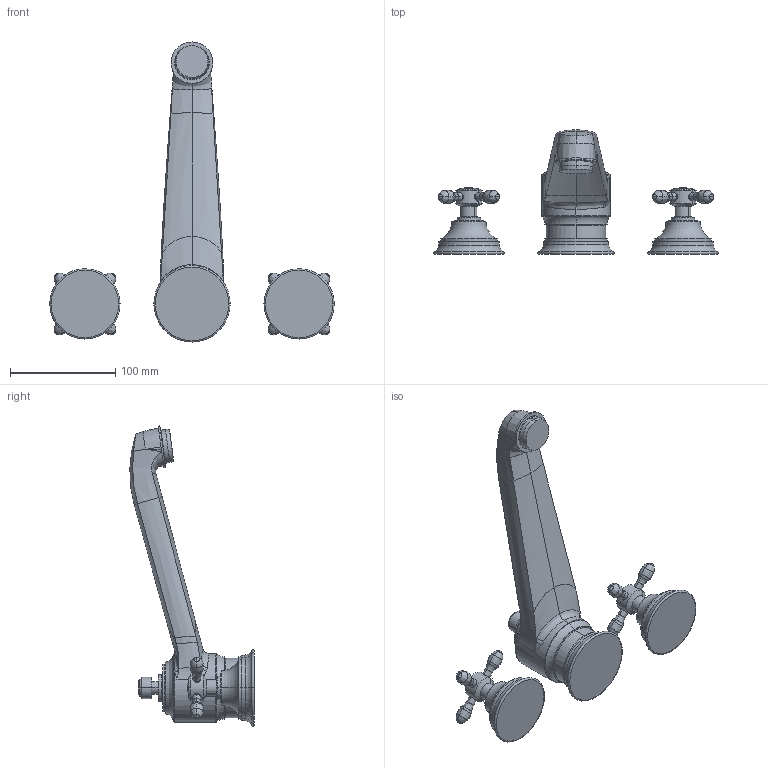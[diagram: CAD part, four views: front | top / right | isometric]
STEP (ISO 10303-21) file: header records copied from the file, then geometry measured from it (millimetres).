
FILE_DESCRIPTION((''),'2;1');
FILE_NAME('3-1646','2021-03-12T10:11:10',('jinson.thomas'),(''),'CREO PARAMETRIC BY PTC INC, 2018400','CREO PARAMETRIC BY PTC INC, 2018400','');
FILE_SCHEMA(('CONFIG_CONTROL_DESIGN'));
Length unit declared in the file: inch
Products named in the file (1): 3-1646
Bounding box: 269.88 x 117.93 x 284.77 mm (x, y, z)
Volume: 689057.3 mm3; surface area: 89465.8 mm2
Topology: 3 solids, 3 shells, 993 faces, 2587 edges, 1656 vertices
Faces by surface type: plane 412, cylinder 324, bspline 97, sphere 76, torus 56, extrusion 20, cone 8
Entity records: 39331 total; most frequent: CARTESIAN_POINT 15587, ORIENTED_EDGE 5130, DIRECTION 4879, EDGE_CURVE 2565, AXIS2_PLACEMENT_3D 2060, VERTEX_POINT 1656, CIRCLE 1184, EDGE_LOOP 1071
